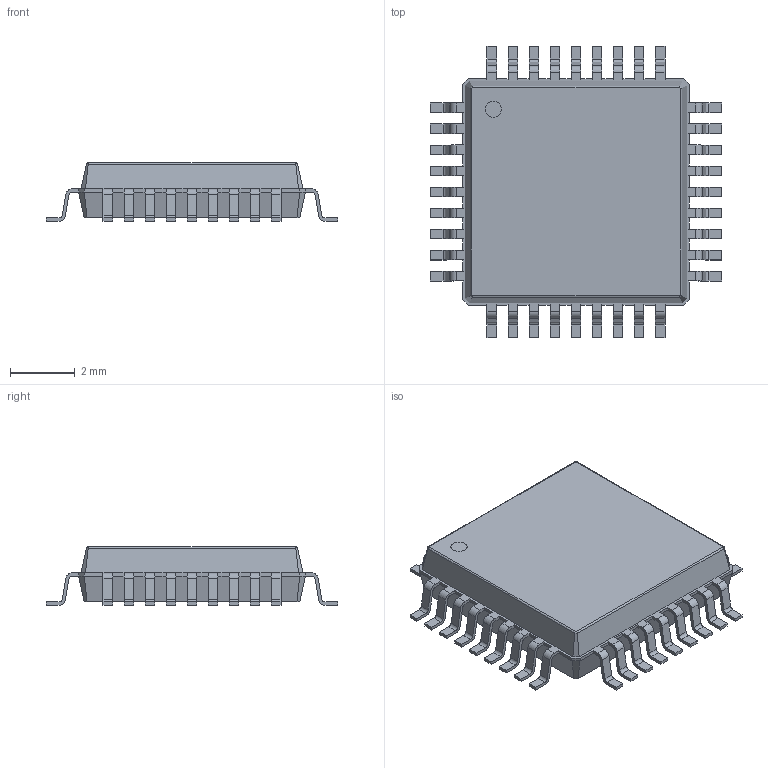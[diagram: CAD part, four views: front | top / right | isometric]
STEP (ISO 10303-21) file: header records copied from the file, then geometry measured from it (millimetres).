
FILE_DESCRIPTION(/* description */ ('model of LQFP-36_7x7mm_P0.65mm'),/* implementation_level */ '2;1');
FILE_NAME(/* name */ 'LQFP-36_7x7mm_P0.65mm.step',/* time_stamp */ '1970-01-01T00:00:00',/* author */ ('KiCAD','kicad'),/* organization */ ('OCCT'),/* preprocessor_version */ '',/* originating_system */ 'KiCAD',/* authorisation */ '');
FILE_SCHEMA(('AUTOMOTIVE_DESIGN { 1 0 10303 214 1 1 1 1 }'));
Length unit declared in the file: millimetre
Products named in the file (1): LQFP-36_7x7mm_P0.65mm
Bounding box: 9 x 9 x 1.8 mm (x, y, z)
Volume: 79.7 mm3; surface area: 183.2 mm2
Topology: 1 solids, 1 shells, 575 faces, 1557 edges, 985 vertices
Faces by surface type: plane 407, cylinder 144, bspline 24
Entity records: 11752 total; most frequent: ORIENTED_EDGE 2666, CARTESIAN_POINT 1585, EDGE_CURVE 1557, VERTEX_POINT 985, LINE 968, AXIS2_PLACEMENT_3D 725, FACE_BOUND 576, EDGE_LOOP 576
